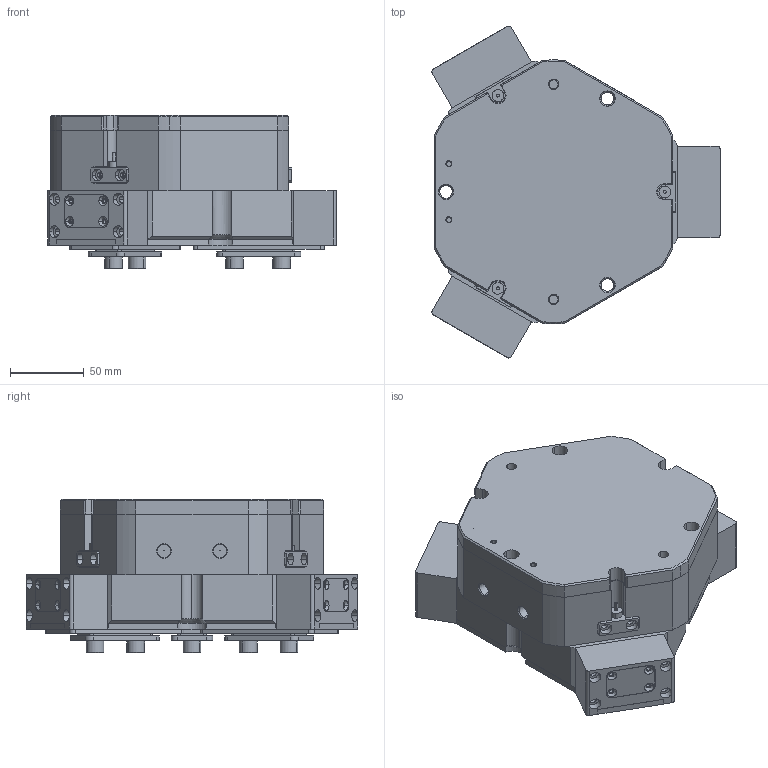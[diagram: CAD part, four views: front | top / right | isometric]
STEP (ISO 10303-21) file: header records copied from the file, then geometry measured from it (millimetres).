
FILE_DESCRIPTION (( 'STEP AP203' ), '1' );
FILE_NAME ('TZ125-179-S-P.STEP', '2024-12-03T10:17:58', ( 'USER-' ), ( 'Microsoft' ), 'SwSTEP 2.0', 'SolidWorks 2018', '' );
FILE_SCHEMA (( 'CONFIG_CONTROL_DESIGN' ));
Length unit declared in the file: millimetre
Products named in the file (37): TZ125-179-P杅耀.sldasm-Part-19; TZ125-179-P杅耀.sldasm-Part-4; TZ125-179-P杅耀.sldasm-Part-27; TZ125-179-S; TZ125-179-P杅耀.sldasm-Part-21; TZ125-179-S-P; TZ125-179-P杅耀.sldasm-Part-35; TZ125-179杅耀.sldasm-Part-19; TZ125-179-P杅耀.sldasm-Part-22; TZ125-179-P杅耀.sldasm-Part-8; TZ125-179杅耀.sldasm-Part-29; TZ125-179-P杅耀.sldasm-Part-6; 埴翐芛_GB_FASTENER_SCREWS_HSHCS M2X8-N; 揤輸蚾饜极; TZ125-179杅耀.sldasm-Part-1; TZ125-179-P杅耀.sldasm-Part-33; TZ125-179-S-02-賑輸; TZ125-179杅耀.sldasm-Part-27; TZ125-179-P杅耀.sldasm-Part-1; TZ125-179-P杅耀.sldasm-Part-20; TZ125-179-P杅耀.sldasm-Part-30; TZ95-146-P杅耀.sldasm-Part-30; TZ125-179杅耀.sldasm-Part-30; TZ125-179-P杅耀.sldasm-Part-39; TZ125-179杅耀.sldasm-Part-12; 揤輸杅耀.sldasm-Part-9; TZ125-179杅耀.sldasm-Part-21; TZ125-179-P杅耀.sldasm-Part-34; TZ125-179杅耀.sldasm-Part-20; TZ125-179-P杅耀.sldasm-Part-10; TZ125-179杅耀.sldasm-Part-22; 35x18-R3; TZ125-179-P杅耀.sldasm-Part-28; TZ125-179杅耀.sldasm-Part-9; TZ125-179-P杅耀.sldasm-Part-38; TZ125-179杅耀.sldasm-Part-3; TZ125-179杅耀.sldasm-Part-15
Assembly tree (44 placements, depth 4):
  TZ125-179-S-P
    TZ125-179-P杅耀.sldasm-Part-1
    TZ125-179-P杅耀.sldasm-Part-4
    TZ125-179-P杅耀.sldasm-Part-6
    TZ125-179-P杅耀.sldasm-Part-8
    TZ125-179-P杅耀.sldasm-Part-10
    TZ125-179-P杅耀.sldasm-Part-19
    TZ125-179-P杅耀.sldasm-Part-20
    TZ125-179-P杅耀.sldasm-Part-21
    TZ125-179-P杅耀.sldasm-Part-22
    TZ125-179-P杅耀.sldasm-Part-27
    TZ125-179-P杅耀.sldasm-Part-28
    TZ125-179-P杅耀.sldasm-Part-30  x3
    TZ125-179-P杅耀.sldasm-Part-33
    TZ125-179-P杅耀.sldasm-Part-34
    TZ125-179-P杅耀.sldasm-Part-35
    TZ125-179-P杅耀.sldasm-Part-38
    TZ125-179-P杅耀.sldasm-Part-39
    TZ125-179-S
      TZ125-179杅耀.sldasm-Part-1
      TZ125-179杅耀.sldasm-Part-3
      TZ125-179杅耀.sldasm-Part-9  x2
      TZ125-179杅耀.sldasm-Part-12
      TZ125-179杅耀.sldasm-Part-15
      TZ125-179杅耀.sldasm-Part-19
      TZ125-179杅耀.sldasm-Part-20
      TZ125-179杅耀.sldasm-Part-21
      TZ125-179杅耀.sldasm-Part-22
      TZ125-179杅耀.sldasm-Part-27
      TZ125-179杅耀.sldasm-Part-29
      TZ125-179杅耀.sldasm-Part-30
      TZ125-179-S-02-賑輸  x3
      TZ95-146-P杅耀.sldasm-Part-30
      35x18-R3
      揤輸蚾饜极  x3
        揤輸杅耀.sldasm-Part-9
        埴翐芛_GB_FASTENER_SCREWS_HSHCS M2X8-N
Bounding box: 195.59 x 225.19 x 104 mm (x, y, z)
Volume: 1986432.8 mm3; surface area: 352968.1 mm2
Topology: 46 solids, 70 shells, 2260 faces, 5680 edges, 3578 vertices
Faces by surface type: plane 970, cylinder 733, cone 390, bspline 155, torus 12
Entity records: 67472 total; most frequent: CARTESIAN_POINT 16540, DIRECTION 9723, ORIENTED_EDGE 9606, EDGE_CURVE 4803, AXIS2_PLACEMENT_3D 3446, VERTEX_POINT 3087, VECTOR 2831, LINE 2831
